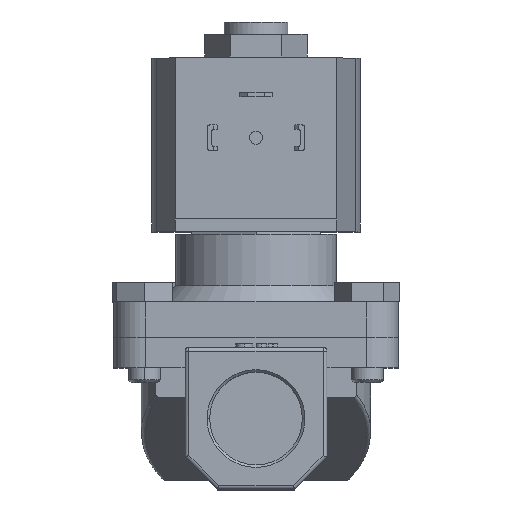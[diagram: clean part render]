
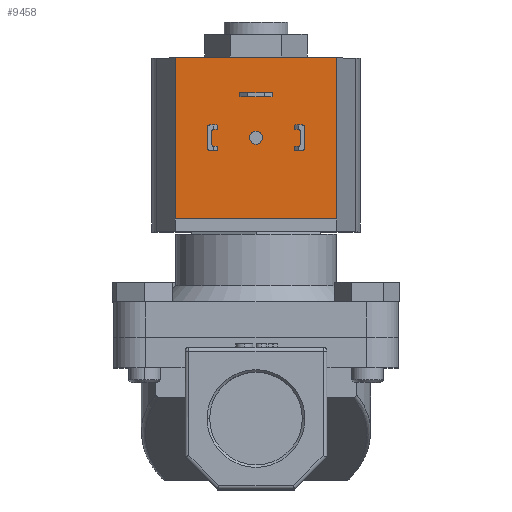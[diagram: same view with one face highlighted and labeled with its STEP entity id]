
A CAD part, top view. The second image highlights one B-rep face of the part: STEP entity #9458.
In plain terms, the highlighted planar face has unit normal (0, 0, 1).
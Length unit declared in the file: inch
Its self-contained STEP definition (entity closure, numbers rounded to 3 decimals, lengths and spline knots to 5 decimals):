
#116 = CIRCLE ( 'NONE', #10024, 0.05 ) ;
#217 = VERTEX_POINT ( 'NONE', #2415 ) ;
#425 = CARTESIAN_POINT ( 'NONE',  ( -0.625, 0.09716, 1.03 ) ) ;
#746 = EDGE_CURVE ( 'NONE', #8328, #4428, #9787, .T. ) ;
#1236 = CARTESIAN_POINT ( 'NONE',  ( 0.625, 1.549, 1.03 ) ) ;
#1396 = CIRCLE ( 'NONE', #7336, 0.05 ) ;
#1449 = FACE_OUTER_BOUND ( 'NONE', #6632, .T. ) ;
#2078 = DIRECTION ( 'NONE',  ( 0., 1., 0. ) ) ;
#2097 = EDGE_LOOP ( 'NONE', ( #2331, #4356 ) ) ;
#2151 = CARTESIAN_POINT ( 'NONE',  ( 0., 2.179, 1.03 ) ) ;
#2331 = ORIENTED_EDGE ( 'NONE', *, *, #7020, .F. ) ;
#2415 = CARTESIAN_POINT ( 'NONE',  ( -0.05, 2.179, 1.03 ) ) ;
#2876 = VECTOR ( 'NONE', #7620, 39.37008 ) ;
#3069 = ORIENTED_EDGE ( 'NONE', *, *, #746, .F. ) ;
#3225 = ORIENTED_EDGE ( 'NONE', *, *, #3480, .F. ) ;
#3266 = VECTOR ( 'NONE', #7365, 39.37008 ) ;
#3480 = EDGE_CURVE ( 'NONE', #4428, #10660, #10310, .T. ) ;
#3768 = LINE ( 'NONE', #9190, #8586 ) ;
#3847 = LINE ( 'NONE', #9833, #7885 ) ;
#3937 = DIRECTION ( 'NONE',  ( 0., 0., 1. ) ) ;
#4039 = PLANE ( 'NONE',  #9868 ) ;
#4356 = ORIENTED_EDGE ( 'NONE', *, *, #8232, .F. ) ;
#4428 = VERTEX_POINT ( 'NONE', #7189 ) ;
#4675 = CARTESIAN_POINT ( 'NONE',  ( -0.625, 1.549, 1.03 ) ) ;
#4870 = ORIENTED_EDGE ( 'NONE', *, *, #8288, .T. ) ;
#4898 = CARTESIAN_POINT ( 'NONE',  ( 0.625, 0.09716, 1.03 ) ) ;
#5240 = VERTEX_POINT ( 'NONE', #10865 ) ;
#5872 = CARTESIAN_POINT ( 'NONE',  ( 0., 2.179, 1.03 ) ) ;
#5948 = ORIENTED_EDGE ( 'NONE', *, *, #6830, .T. ) ;
#6180 = VERTEX_POINT ( 'NONE', #1236 ) ;
#6524 = FACE_BOUND ( 'NONE', #2097, .T. ) ;
#6549 = DIRECTION ( 'NONE',  ( 1., 0., 0. ) ) ;
#6604 = DIRECTION ( 'NONE',  ( 0., 0., 1. ) ) ;
#6632 = EDGE_LOOP ( 'NONE', ( #5948, #4870, #3225, #3069 ) ) ;
#6639 = DIRECTION ( 'NONE',  ( 1., 0., 0. ) ) ;
#6830 = EDGE_CURVE ( 'NONE', #8328, #6180, #3847, .T. ) ;
#7020 = EDGE_CURVE ( 'NONE', #5240, #217, #116, .T. ) ;
#7189 = CARTESIAN_POINT ( 'NONE',  ( -0.625, 2.799, 1.03 ) ) ;
#7336 = AXIS2_PLACEMENT_3D ( 'NONE', #2151, #9041, #9088 ) ;
#7365 = DIRECTION ( 'NONE',  ( 0., 1., 0. ) ) ;
#7620 = DIRECTION ( 'NONE',  ( 1., 0., 0. ) ) ;
#7885 = VECTOR ( 'NONE', #10630, 39.37008 ) ;
#8024 = CARTESIAN_POINT ( 'NONE',  ( 0.625, 2.799, 1.03 ) ) ;
#8232 = EDGE_CURVE ( 'NONE', #217, #5240, #1396, .T. ) ;
#8288 = EDGE_CURVE ( 'NONE', #6180, #10660, #3768, .T. ) ;
#8328 = VERTEX_POINT ( 'NONE', #4675 ) ;
#8467 = CARTESIAN_POINT ( 'NONE',  ( 0.625, 2.799, 1.03 ) ) ;
#8586 = VECTOR ( 'NONE', #2078, 39.37008 ) ;
#9041 = DIRECTION ( 'NONE',  ( 0., 0., 1. ) ) ;
#9088 = DIRECTION ( 'NONE',  ( 1., 0., 0. ) ) ;
#9190 = CARTESIAN_POINT ( 'NONE',  ( 0.625, 0.09716, 1.03 ) ) ;
#9458 = ADVANCED_FACE ( 'NONE', ( #6524, #1449 ), #4039, .T. ) ;
#9787 = LINE ( 'NONE', #425, #3266 ) ;
#9833 = CARTESIAN_POINT ( 'NONE',  ( -1.105, 1.549, 1.03 ) ) ;
#9868 = AXIS2_PLACEMENT_3D ( 'NONE', #4898, #3937, #6639 ) ;
#10024 = AXIS2_PLACEMENT_3D ( 'NONE', #5872, #6604, #6549 ) ;
#10310 = LINE ( 'NONE', #8467, #2876 ) ;
#10630 = DIRECTION ( 'NONE',  ( 1., 0., 0. ) ) ;
#10660 = VERTEX_POINT ( 'NONE', #8024 ) ;
#10865 = CARTESIAN_POINT ( 'NONE',  ( 0.05, 2.179, 1.03 ) ) ;
